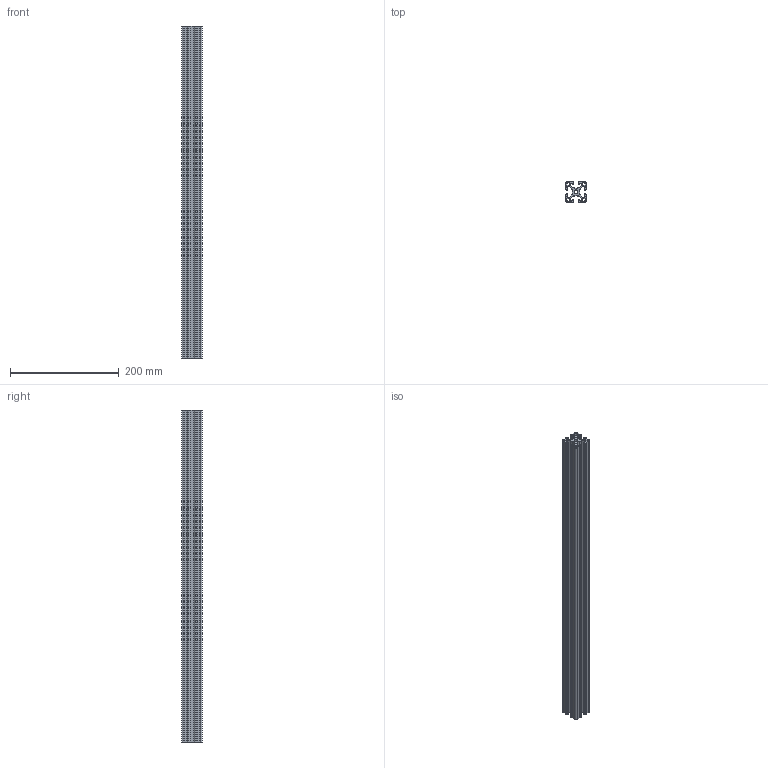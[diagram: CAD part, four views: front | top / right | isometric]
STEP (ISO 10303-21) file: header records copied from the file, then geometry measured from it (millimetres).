
FILE_DESCRIPTION (( 'STEP AP214' ), '1' );
FILE_NAME ('41FC4F6D-8BD6-40CF-9DD6-10E41A0E3683.STEP', '2024-07-17T23:53:36', ( '' ), ( '' ), 'SwSTEP 2.0', 'SolidWorks 2022', '' );
FILE_SCHEMA (( 'AUTOMOTIVE_DESIGN' ));
Length unit declared in the file: inch
Products named in the file (1): 41FC4F6D-8BD6-40CF-9DD6-10E41A0E3683
Bounding box: 38.1 x 38.1 x 609.6 mm (x, y, z)
Volume: 352863.1 mm3; surface area: 262696.8 mm2
Topology: 1 solids, 1 shells, 176 faces, 522 edges, 348 vertices
Faces by surface type: plane 94, cylinder 82
Entity records: 5990 total; most frequent: CARTESIAN_POINT 1047, ORIENTED_EDGE 1044, DIRECTION 1040, EDGE_CURVE 522, VECTOR 358, LINE 358, VERTEX_POINT 348, AXIS2_PLACEMENT_3D 341
